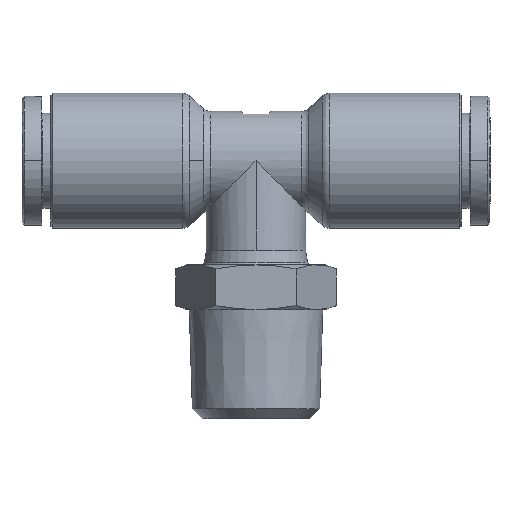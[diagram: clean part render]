
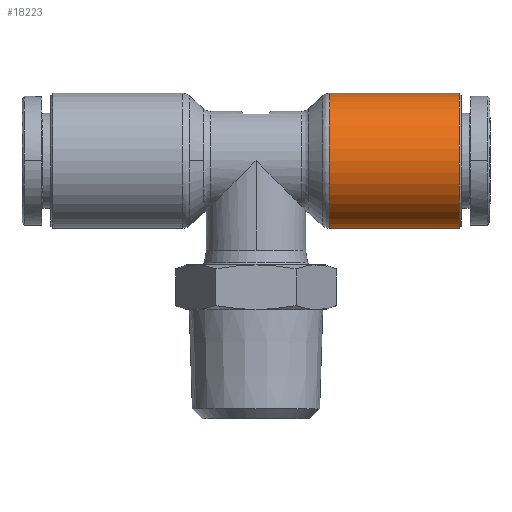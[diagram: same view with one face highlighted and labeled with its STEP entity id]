
A CAD part, front view. The second image highlights one B-rep face of the part: STEP entity #18223.
In plain terms, the highlighted cylindrical face has radius 6.8 mm (diameter 13.6 mm), a partial arc.
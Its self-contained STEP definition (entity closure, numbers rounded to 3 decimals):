
#1375 = CARTESIAN_POINT ( 'NONE',  ( 13., 0., 6.8 ) ) ;
#2020 = EDGE_CURVE ( 'NONE', #12615, #25842, #15012, .T. ) ;
#2810 = DIRECTION ( 'NONE',  ( 0., 0., -1. ) ) ;
#3864 = DIRECTION ( 'NONE',  ( 1., 0., 0. ) ) ;
#4486 = VECTOR ( 'NONE', #14424, 1000. ) ;
#4615 = CARTESIAN_POINT ( 'NONE',  ( 13., 0., 0. ) ) ;
#4752 = CARTESIAN_POINT ( 'NONE',  ( 7.384, 0., 6.8 ) ) ;
#6028 = VERTEX_POINT ( 'NONE', #27825 ) ;
#7107 = EDGE_CURVE ( 'NONE', #18789, #25842, #19918, .T. ) ;
#7524 = CARTESIAN_POINT ( 'NONE',  ( 20.5, 0., 0. ) ) ;
#8112 = CYLINDRICAL_SURFACE ( 'NONE', #22444, 6.8 ) ;
#8327 = AXIS2_PLACEMENT_3D ( 'NONE', #7524, #11772, #2810 ) ;
#8998 = VECTOR ( 'NONE', #22451, 1000. ) ;
#9496 = FACE_OUTER_BOUND ( 'NONE', #14606, .T. ) ;
#9865 = CARTESIAN_POINT ( 'NONE',  ( 13., 0., -6.8 ) ) ;
#11772 = DIRECTION ( 'NONE',  ( -1., 0., 0. ) ) ;
#12615 = VERTEX_POINT ( 'NONE', #4752 ) ;
#12659 = CARTESIAN_POINT ( 'NONE',  ( 7.384, 0., 0. ) ) ;
#13282 = LINE ( 'NONE', #9865, #4486 ) ;
#13494 = DIRECTION ( 'NONE',  ( 0., 0., -1. ) ) ;
#14424 = DIRECTION ( 'NONE',  ( 1., 0., 0. ) ) ;
#14606 = EDGE_LOOP ( 'NONE', ( #21817, #28801, #24435, #23950 ) ) ;
#15012 = LINE ( 'NONE', #1375, #8998 ) ;
#16369 = AXIS2_PLACEMENT_3D ( 'NONE', #12659, #3864, #21990 ) ;
#16490 = CARTESIAN_POINT ( 'NONE',  ( 20.5, 0., 6.8 ) ) ;
#18223 = ADVANCED_FACE ( 'NONE', ( #9496 ), #8112, .T. ) ;
#18789 = VERTEX_POINT ( 'NONE', #22508 ) ;
#19918 = CIRCLE ( 'NONE', #8327, 6.8 ) ;
#20903 = EDGE_CURVE ( 'NONE', #12615, #6028, #26502, .T. ) ;
#21817 = ORIENTED_EDGE ( 'NONE', *, *, #2020, .F. ) ;
#21990 = DIRECTION ( 'NONE',  ( 0., 0., -1. ) ) ;
#22444 = AXIS2_PLACEMENT_3D ( 'NONE', #4615, #22544, #13494 ) ;
#22451 = DIRECTION ( 'NONE',  ( 1., 0., 0. ) ) ;
#22508 = CARTESIAN_POINT ( 'NONE',  ( 20.5, 0., -6.8 ) ) ;
#22544 = DIRECTION ( 'NONE',  ( 1., 0., 0. ) ) ;
#23950 = ORIENTED_EDGE ( 'NONE', *, *, #7107, .T. ) ;
#24259 = EDGE_CURVE ( 'NONE', #6028, #18789, #13282, .T. ) ;
#24435 = ORIENTED_EDGE ( 'NONE', *, *, #24259, .T. ) ;
#25842 = VERTEX_POINT ( 'NONE', #16490 ) ;
#26502 = CIRCLE ( 'NONE', #16369, 6.8 ) ;
#27825 = CARTESIAN_POINT ( 'NONE',  ( 7.384, 0., -6.8 ) ) ;
#28801 = ORIENTED_EDGE ( 'NONE', *, *, #20903, .T. ) ;
